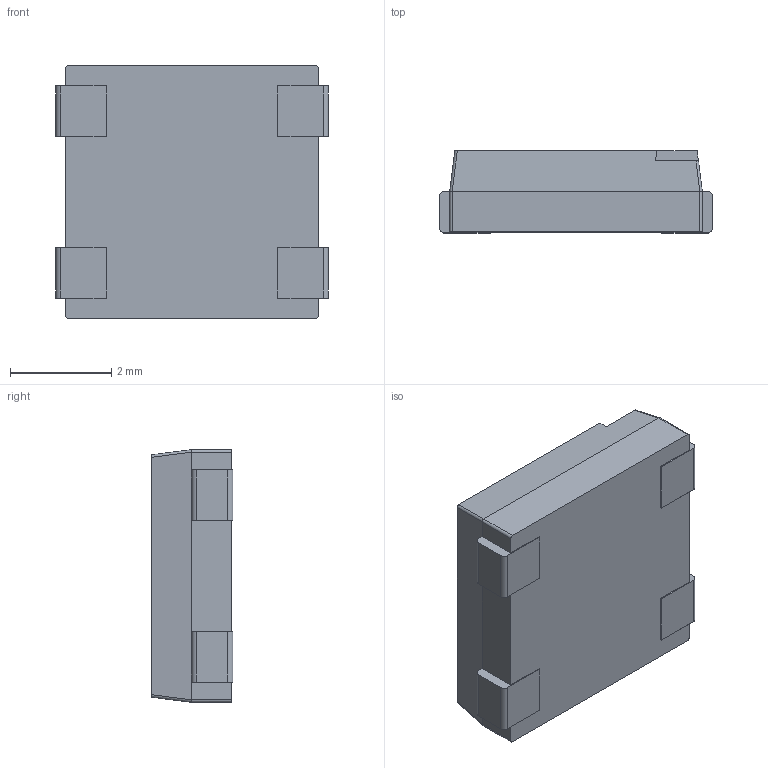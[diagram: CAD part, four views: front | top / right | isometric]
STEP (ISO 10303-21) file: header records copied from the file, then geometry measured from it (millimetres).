
FILE_DESCRIPTION(('FreeCAD Model'),'2;1');
FILE_NAME('Open CASCADE Shape Model','2023-11-28T17:48:57',(''),(''), 'Open CASCADE STEP processor 7.6','FreeCAD','Unknown');
FILE_SCHEMA(('AUTOMOTIVE_DESIGN { 1 0 10303 214 1 1 1 1 }'));
Length unit declared in the file: millimetre
Products named in the file (3): SK6814; SK6812; SK6813
Assembly tree (2 placements, depth 2):
  SK6814
    SK6812
    SK6813
Bounding box: 5.4 x 1.62 x 5 mm (x, y, z)
Volume: 33.9 mm3; surface area: 90 mm2
Topology: 2 solids, 2 shells, 103 faces, 269 edges, 176 vertices
Faces by surface type: plane 76, cylinder 25, cone 2
Entity records: 3901 total; most frequent: CARTESIAN_POINT 599, ORIENTED_EDGE 538, DIRECTION 509, EDGE_CURVE 269, LINE 209, VECTOR 209, VERTEX_POINT 176, AXIS2_PLACEMENT_3D 150
